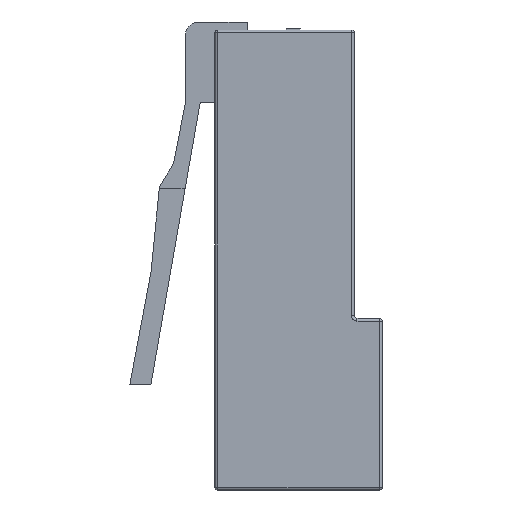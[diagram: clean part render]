
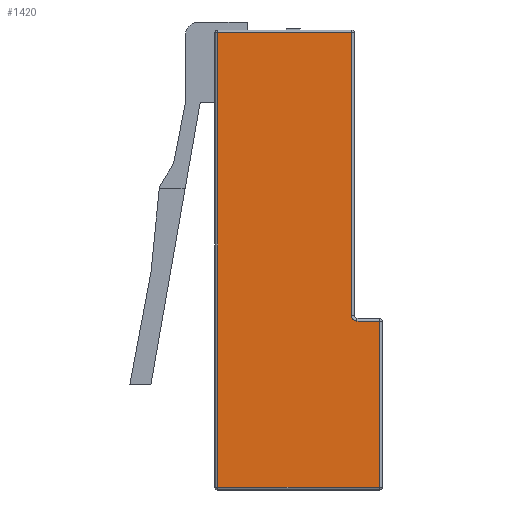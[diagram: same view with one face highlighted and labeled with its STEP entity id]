
A CAD part, left-side view. The second image highlights one B-rep face of the part: STEP entity #1420.
In plain terms, the highlighted planar face has unit normal (-1, 0, 0).
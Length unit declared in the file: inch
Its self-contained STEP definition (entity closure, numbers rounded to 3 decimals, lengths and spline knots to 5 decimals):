
#1410 = VERTEX_POINT ( 'NONE', #3079 ) ;
#1411 = ORIENTED_EDGE ( 'NONE', *, *, #1412, .F. ) ;
#1412 = EDGE_CURVE ( 'NONE', #1424, #1410, #3145, .T. ) ;
#1420 = ADVANCED_FACE ( 'NONE', ( #3122 ), #3121, .F. ) ;
#1421 = EDGE_LOOP ( 'NONE', ( #1422, #1426, #1429, #1432, #1494, #1497, #1411 ) ) ;
#1422 = ORIENTED_EDGE ( 'NONE', *, *, #1423, .T. ) ;
#1423 = EDGE_CURVE ( 'NONE', #1424, #1425, #3116, .T. ) ;
#1424 = VERTEX_POINT ( 'NONE', #3112 ) ;
#1425 = VERTEX_POINT ( 'NONE', #3176 ) ;
#1426 = ORIENTED_EDGE ( 'NONE', *, *, #1427, .T. ) ;
#1427 = EDGE_CURVE ( 'NONE', #1425, #1428, #3175, .T. ) ;
#1428 = VERTEX_POINT ( 'NONE', #3171 ) ;
#1429 = ORIENTED_EDGE ( 'NONE', *, *, #1430, .T. ) ;
#1430 = EDGE_CURVE ( 'NONE', #1428, #1431, #3170, .T. ) ;
#1431 = VERTEX_POINT ( 'NONE', #3166 ) ;
#1432 = ORIENTED_EDGE ( 'NONE', *, *, #1433, .T. ) ;
#1433 = EDGE_CURVE ( 'NONE', #1431, #1493, #3165, .T. ) ;
#1493 = VERTEX_POINT ( 'NONE', #3255 ) ;
#1494 = ORIENTED_EDGE ( 'NONE', *, *, #1495, .T. ) ;
#1495 = EDGE_CURVE ( 'NONE', #1493, #1496, #3254, .T. ) ;
#1496 = VERTEX_POINT ( 'NONE', #3250 ) ;
#1497 = ORIENTED_EDGE ( 'NONE', *, *, #1498, .T. ) ;
#1498 = EDGE_CURVE ( 'NONE', #1496, #1410, #3249, .T. ) ;
#3079 = CARTESIAN_POINT ( 'NONE',  ( -0.23, -0.135, 0.31508 ) ) ;
#3112 = CARTESIAN_POINT ( 'NONE',  ( -0.23, -0.125, 0.32508 ) ) ;
#3113 = DIRECTION ( 'NONE',  ( 0., 0., 1. ) ) ;
#3114 = VECTOR ( 'NONE', #3113, 39.37008 ) ;
#3115 = CARTESIAN_POINT ( 'NONE',  ( -0.23, -0.125, 0.858 ) ) ;
#3116 = LINE ( 'NONE', #3115, #3114 ) ;
#3117 = DIRECTION ( 'NONE',  ( 0., 0., -1. ) ) ;
#3118 = DIRECTION ( 'NONE',  ( 1., 0., 0. ) ) ;
#3119 = CARTESIAN_POINT ( 'NONE',  ( -0.23, 0.13, 0.858 ) ) ;
#3120 = AXIS2_PLACEMENT_3D ( 'NONE', #3119, #3118, #3117 ) ;
#3121 = PLANE ( 'NONE',  #3120 ) ;
#3122 = FACE_OUTER_BOUND ( 'NONE', #1421, .T. ) ;
#3140 = DIRECTION ( 'NONE',  ( 0., 0., -1. ) ) ;
#3142 = DIRECTION ( 'NONE',  ( -1., 0., 0. ) ) ;
#3143 = CARTESIAN_POINT ( 'NONE',  ( -0.23, -0.135, 0.32508 ) ) ;
#3144 = AXIS2_PLACEMENT_3D ( 'NONE', #3143, #3142, #3140 ) ;
#3145 = CIRCLE ( 'NONE', #3144, 0.01 ) ;
#3162 = DIRECTION ( 'NONE',  ( 0., -1., 0. ) ) ;
#3163 = VECTOR ( 'NONE', #3162, 39.37008 ) ;
#3164 = CARTESIAN_POINT ( 'NONE',  ( -0.23, 0.13, 0.005 ) ) ;
#3165 = LINE ( 'NONE', #3164, #3163 ) ;
#3166 = CARTESIAN_POINT ( 'NONE',  ( -0.23, 0.125, 0.005 ) ) ;
#3167 = DIRECTION ( 'NONE',  ( 0., 0., -1. ) ) ;
#3168 = VECTOR ( 'NONE', #3167, 39.37008 ) ;
#3169 = CARTESIAN_POINT ( 'NONE',  ( -0.23, 0.125, 0.858 ) ) ;
#3170 = LINE ( 'NONE', #3169, #3168 ) ;
#3171 = CARTESIAN_POINT ( 'NONE',  ( -0.23, 0.125, 0.853 ) ) ;
#3172 = DIRECTION ( 'NONE',  ( 0., 1., 0. ) ) ;
#3173 = VECTOR ( 'NONE', #3172, 39.37008 ) ;
#3174 = CARTESIAN_POINT ( 'NONE',  ( -0.23, 0.13, 0.853 ) ) ;
#3175 = LINE ( 'NONE', #3174, #3173 ) ;
#3176 = CARTESIAN_POINT ( 'NONE',  ( -0.23, -0.125, 0.853 ) ) ;
#3246 = DIRECTION ( 'NONE',  ( 0., 1., 0. ) ) ;
#3247 = VECTOR ( 'NONE', #3246, 39.37008 ) ;
#3248 = CARTESIAN_POINT ( 'NONE',  ( -0.23, 0.13, 0.31508 ) ) ;
#3249 = LINE ( 'NONE', #3248, #3247 ) ;
#3250 = CARTESIAN_POINT ( 'NONE',  ( -0.23, -0.177, 0.31508 ) ) ;
#3251 = DIRECTION ( 'NONE',  ( 0., 0., 1. ) ) ;
#3252 = VECTOR ( 'NONE', #3251, 39.37008 ) ;
#3253 = CARTESIAN_POINT ( 'NONE',  ( -0.23, -0.177, 0.858 ) ) ;
#3254 = LINE ( 'NONE', #3253, #3252 ) ;
#3255 = CARTESIAN_POINT ( 'NONE',  ( -0.23, -0.177, 0.005 ) ) ;
